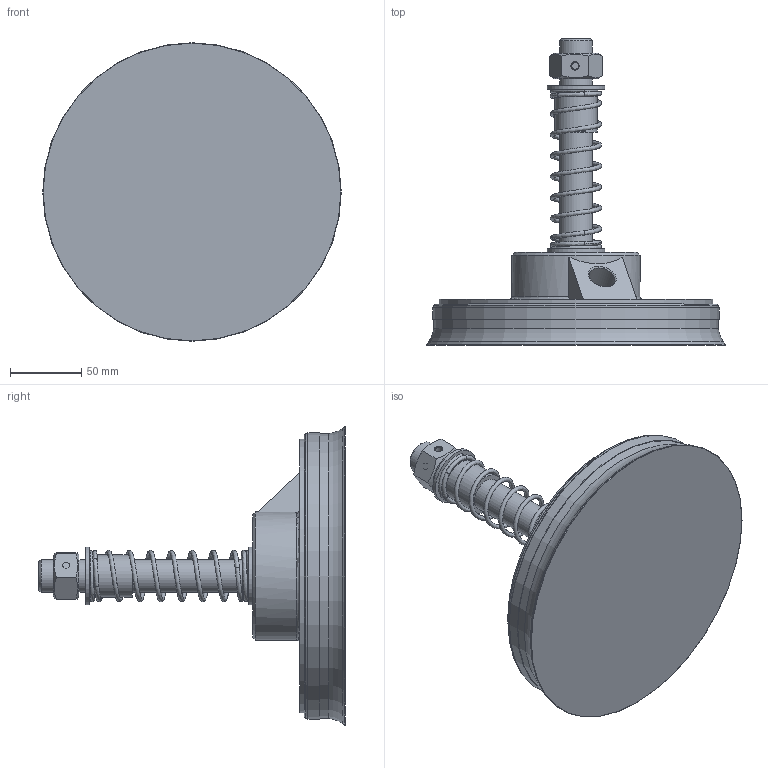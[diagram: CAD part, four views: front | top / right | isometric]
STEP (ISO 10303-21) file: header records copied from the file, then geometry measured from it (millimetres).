
FILE_DESCRIPTION(/* description */ (''),/* implementation_level */ '2;1');
FILE_NAME(/* name */ 'vpdm60200epdm.stp',/* time_stamp */ '2020-11-24T15:32:30+01:00',/* author */ ('enginyeria'),/* organization */ (''),/* preprocessor_version */ 'ST-DEVELOPER v17.2',/* originating_system */ 'Autodesk Inventor 2019',/* authorisation */ '');
FILE_SCHEMA (('CONFIG_CONTROL_DESIGN'));
Length unit declared in the file: millimetre
Products named in the file (1): vpdm60200epdm
Bounding box: 209.44 x 215.01 x 209.44 mm (x, y, z)
Volume: 1321672.5 mm3; surface area: 121019.2 mm2
Topology: 1 solids, 2 shells, 73 faces, 201 edges, 143 vertices
Faces by surface type: plane 29, cylinder 18, bspline 13, cone 9, torus 4
Full cylindrical faces by diameter (mm): 4.917 x2, 18.631 x1, 22.992 x3, 29.658 x1, 30.492 x1, 40.492 x2, 90.01 x1, 191.949 x1, 199.949 x2, 200.749 x1
Entity records: 6177 total; most frequent: CARTESIAN_POINT 4236, ORIENTED_EDGE 398, DIRECTION 377, EDGE_CURVE 199, AXIS2_PLACEMENT_3D 168, VERTEX_POINT 143, CIRCLE 104, EDGE_LOOP 88
